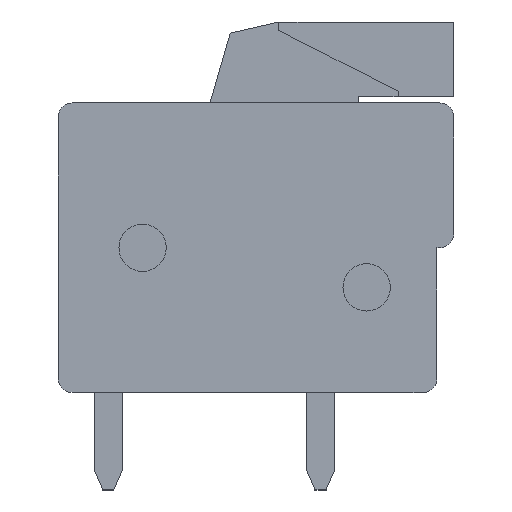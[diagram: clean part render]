
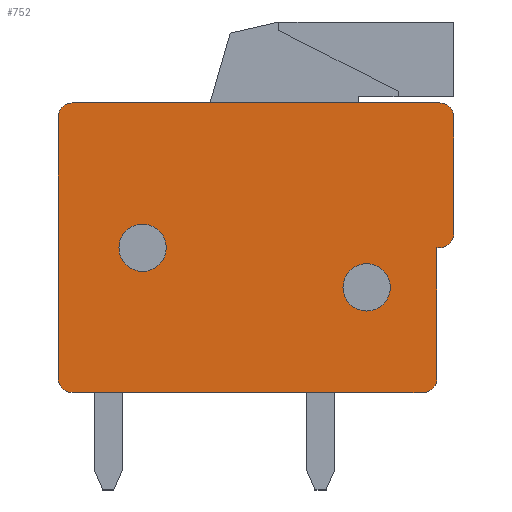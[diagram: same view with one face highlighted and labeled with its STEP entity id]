
A CAD part, left-side view. The second image highlights one B-rep face of the part: STEP entity #752.
In plain terms, the highlighted planar face has unit normal (-1, 0, 0).
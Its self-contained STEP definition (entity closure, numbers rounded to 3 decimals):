
#752 = ADVANCED_FACE( '', ( #1436, #1437, #1438 ), #1439, .T. );
#1436 = FACE_BOUND( '', #2098, .T. );
#1437 = FACE_OUTER_BOUND( '', #2099, .T. );
#1438 = FACE_BOUND( '', #2100, .T. );
#1439 = PLANE( '', #2101 );
#2098 = EDGE_LOOP( '', ( #3790 ) );
#2099 = EDGE_LOOP( '', ( #3791, #3792, #3793, #3794, #3795, #3796, #3797, #3798, #3799, #3800, #3801 ) );
#2100 = EDGE_LOOP( '', ( #3802 ) );
#2101 = AXIS2_PLACEMENT_3D( '', #3803, #3804, #3805 );
#3790 = ORIENTED_EDGE( '', *, *, #4179, .T. );
#3791 = ORIENTED_EDGE( '', *, *, #4767, .T. );
#3792 = ORIENTED_EDGE( '', *, *, #4775, .T. );
#3793 = ORIENTED_EDGE( '', *, *, #4776, .T. );
#3794 = ORIENTED_EDGE( '', *, *, #4188, .T. );
#3795 = ORIENTED_EDGE( '', *, *, #4752, .T. );
#3796 = ORIENTED_EDGE( '', *, *, #4341, .T. );
#3797 = ORIENTED_EDGE( '', *, *, #4147, .T. );
#3798 = ORIENTED_EDGE( '', *, *, #4441, .T. );
#3799 = ORIENTED_EDGE( '', *, *, #4508, .T. );
#3800 = ORIENTED_EDGE( '', *, *, #4619, .T. );
#3801 = ORIENTED_EDGE( '', *, *, #4646, .T. );
#3802 = ORIENTED_EDGE( '', *, *, #4574, .T. );
#3803 = CARTESIAN_POINT( '', ( -2.5, 0., 0. ) );
#3804 = DIRECTION( '', ( -1., 0., 0. ) );
#3805 = DIRECTION( '', ( 0., 0., 1. ) );
#4147 = EDGE_CURVE( '', #4933, #4931, #4934, .T. );
#4179 = EDGE_CURVE( '', #4987, #4987, #4988, .T. );
#4188 = EDGE_CURVE( '', #5003, #5001, #5004, .T. );
#4341 = EDGE_CURVE( '', #5257, #4933, #5258, .T. );
#4441 = EDGE_CURVE( '', #4931, #5415, #5417, .T. );
#4508 = EDGE_CURVE( '', #5415, #5513, #5515, .T. );
#4574 = EDGE_CURVE( '', #5613, #5613, #5614, .T. );
#4619 = EDGE_CURVE( '', #5513, #5674, #5676, .T. );
#4646 = EDGE_CURVE( '', #5674, #5710, #5711, .T. );
#4752 = EDGE_CURVE( '', #5001, #5257, #5837, .T. );
#4767 = EDGE_CURVE( '', #5710, #5852, #5854, .T. );
#4775 = EDGE_CURVE( '', #5852, #5863, #5864, .T. );
#4776 = EDGE_CURVE( '', #5863, #5003, #5865, .T. );
#4931 = VERTEX_POINT( '', #6060 );
#4933 = VERTEX_POINT( '', #6063 );
#4934 = LINE( '', #6064, #6065 );
#4987 = VERTEX_POINT( '', #6139 );
#4988 = CIRCLE( '', #6140, 0.85 );
#5001 = VERTEX_POINT( '', #6157 );
#5003 = VERTEX_POINT( '', #6160 );
#5004 = CIRCLE( '', #6161, 0.5 );
#5257 = VERTEX_POINT( '', #6518 );
#5258 = CIRCLE( '', #6519, 0.5 );
#5415 = VERTEX_POINT( '', #6749 );
#5417 = CIRCLE( '', #6752, 0.5 );
#5513 = VERTEX_POINT( '', #6891 );
#5515 = LINE( '', #6894, #6895 );
#5613 = VERTEX_POINT( '', #7037 );
#5614 = CIRCLE( '', #7038, 0.85 );
#5674 = VERTEX_POINT( '', #7124 );
#5676 = CIRCLE( '', #7127, 0.5 );
#5710 = VERTEX_POINT( '', #7177 );
#5711 = LINE( '', #7178, #7179 );
#5837 = LINE( '', #7354, #7355 );
#5852 = VERTEX_POINT( '', #7375 );
#5854 = LINE( '', #7378, #7379 );
#5863 = VERTEX_POINT( '', #7391 );
#5864 = CIRCLE( '', #7392, 0.5 );
#5865 = LINE( '', #7393, #7394 );
#6060 = CARTESIAN_POINT( '', ( -2.5, 7.1, -4.7 ) );
#6063 = CARTESIAN_POINT( '', ( -2.5, 7.1, 4.7 ) );
#6064 = CARTESIAN_POINT( '', ( -2.5, 7.1, 5.2 ) );
#6065 = VECTOR( '', #7528, 1000. );
#6139 = CARTESIAN_POINT( '', ( -2.5, 3.22, 0. ) );
#6140 = AXIS2_PLACEMENT_3D( '', #7559, #7560, #7561 );
#6157 = CARTESIAN_POINT( '', ( -2.5, -6.6, 5.2 ) );
#6160 = CARTESIAN_POINT( '', ( -2.5, -7.1, 4.7 ) );
#6161 = AXIS2_PLACEMENT_3D( '', #7570, #7571, #7572 );
#6518 = CARTESIAN_POINT( '', ( -2.5, 6.6, 5.2 ) );
#6519 = AXIS2_PLACEMENT_3D( '', #7725, #7726, #7727 );
#6749 = CARTESIAN_POINT( '', ( -2.5, 6.6, -5.2 ) );
#6752 = AXIS2_PLACEMENT_3D( '', #7820, #7821, #7822 );
#6891 = CARTESIAN_POINT( '', ( -2.5, -6., -5.2 ) );
#6894 = CARTESIAN_POINT( '', ( -2.5, 7.1, -5.2 ) );
#6895 = VECTOR( '', #7882, 1000. );
#7037 = CARTESIAN_POINT( '', ( -2.5, -4.825, -1.425 ) );
#7038 = AXIS2_PLACEMENT_3D( '', #7948, #7949, #7950 );
#7124 = CARTESIAN_POINT( '', ( -2.5, -6.5, -4.7 ) );
#7127 = AXIS2_PLACEMENT_3D( '', #8002, #8003, #8004 );
#7177 = CARTESIAN_POINT( '', ( -2.5, -6.5, 0. ) );
#7178 = CARTESIAN_POINT( '', ( -2.5, -6.5, -5.2 ) );
#7179 = VECTOR( '', #8027, 1000. );
#7354 = CARTESIAN_POINT( '', ( -2.5, -7.1, 5.2 ) );
#7355 = VECTOR( '', #8113, 1000. );
#7375 = CARTESIAN_POINT( '', ( -2.5, -6.6, 0. ) );
#7378 = CARTESIAN_POINT( '', ( -2.5, -6.5, 0. ) );
#7379 = VECTOR( '', #8126, 1000. );
#7391 = CARTESIAN_POINT( '', ( -2.5, -7.1, 0.5 ) );
#7392 = AXIS2_PLACEMENT_3D( '', #8130, #8131, #8132 );
#7393 = CARTESIAN_POINT( '', ( -2.5, -7.1, 0. ) );
#7394 = VECTOR( '', #8133, 1000. );
#7528 = DIRECTION( '', ( 0., 0., -1. ) );
#7559 = CARTESIAN_POINT( '', ( -2.5, 4.07, 0. ) );
#7560 = DIRECTION( '', ( 1., 0., 0. ) );
#7561 = DIRECTION( '', ( 0., -1., 0. ) );
#7570 = CARTESIAN_POINT( '', ( -2.5, -6.6, 4.7 ) );
#7571 = DIRECTION( '', ( -1., 0., 0. ) );
#7572 = DIRECTION( '', ( 0., 0., 1. ) );
#7725 = CARTESIAN_POINT( '', ( -2.5, 6.6, 4.7 ) );
#7726 = DIRECTION( '', ( -1., 0., 0. ) );
#7727 = DIRECTION( '', ( 0., 0., 1. ) );
#7820 = CARTESIAN_POINT( '', ( -2.5, 6.6, -4.7 ) );
#7821 = DIRECTION( '', ( -1., 0., 0. ) );
#7822 = DIRECTION( '', ( 0., 0., 1. ) );
#7882 = DIRECTION( '', ( 0., -1., 0. ) );
#7948 = CARTESIAN_POINT( '', ( -2.5, -3.975, -1.425 ) );
#7949 = DIRECTION( '', ( 1., 0., 0. ) );
#7950 = DIRECTION( '', ( 0., -1., 0. ) );
#8002 = CARTESIAN_POINT( '', ( -2.5, -6., -4.7 ) );
#8003 = DIRECTION( '', ( -1., 0., 0. ) );
#8004 = DIRECTION( '', ( 0., 0., 1. ) );
#8027 = DIRECTION( '', ( 0., 0., 1. ) );
#8113 = DIRECTION( '', ( 0., 1., 0. ) );
#8126 = DIRECTION( '', ( 0., -1., 0. ) );
#8130 = CARTESIAN_POINT( '', ( -2.5, -6.6, 0.5 ) );
#8131 = DIRECTION( '', ( -1., 0., 0. ) );
#8132 = DIRECTION( '', ( 0., 0., 1. ) );
#8133 = DIRECTION( '', ( 0., 0., 1. ) );
